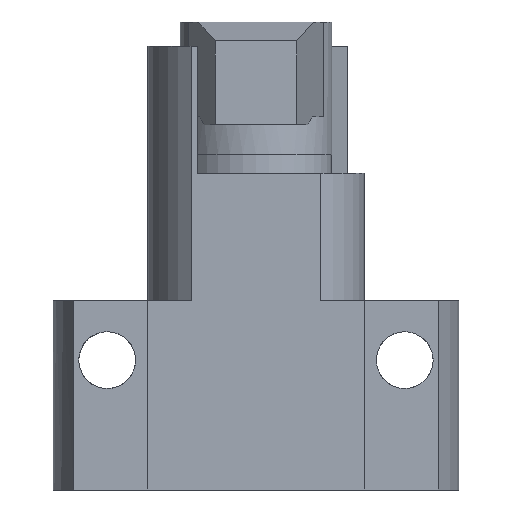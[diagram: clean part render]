
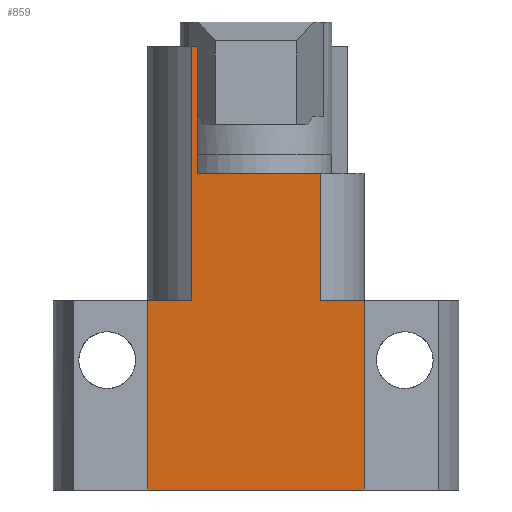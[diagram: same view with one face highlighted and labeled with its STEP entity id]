
A CAD part, front view. The second image highlights one B-rep face of the part: STEP entity #859.
In plain terms, the highlighted planar face has unit normal (0, -1, 0).
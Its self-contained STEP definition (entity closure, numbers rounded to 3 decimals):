
#9 = DIRECTION ( 'NONE',  ( -1., 0., 0. ) ) ;
#18 = CARTESIAN_POINT ( 'NONE',  ( 446.596, 169.469, 17.5 ) ) ;
#21 = VERTEX_POINT ( 'NONE', #2713 ) ;
#34 = DIRECTION ( 'NONE',  ( 0., -1., 0. ) ) ;
#53 = CARTESIAN_POINT ( 'NONE',  ( 422.596, 169.469, 41. ) ) ;
#58 = VERTEX_POINT ( 'NONE', #2628 ) ;
#141 = LINE ( 'NONE', #1244, #1213 ) ;
#143 = ORIENTED_EDGE ( 'NONE', *, *, #1385, .T. ) ;
#178 = CARTESIAN_POINT ( 'NONE',  ( 423.706, 169.469, -41. ) ) ;
#256 = AXIS2_PLACEMENT_3D ( 'NONE', #1328, #34, #259 ) ;
#259 = DIRECTION ( 'NONE',  ( 1., 0., 0. ) ) ;
#270 = ORIENTED_EDGE ( 'NONE', *, *, #2192, .T. ) ;
#289 = VERTEX_POINT ( 'NONE', #1692 ) ;
#301 = EDGE_CURVE ( 'NONE', #1835, #58, #480, .T. ) ;
#334 = CARTESIAN_POINT ( 'NONE',  ( 454.596, 169.469, -41. ) ) ;
#346 = VECTOR ( 'NONE', #2001, 1000. ) ;
#392 = DIRECTION ( 'NONE',  ( 0., 0., 1. ) ) ;
#430 = VERTEX_POINT ( 'NONE', #2027 ) ;
#462 = DIRECTION ( 'NONE',  ( 0., 0., 1. ) ) ;
#480 = LINE ( 'NONE', #2746, #2189 ) ;
#552 = EDGE_CURVE ( 'NONE', #289, #430, #2737, .T. ) ;
#613 = VECTOR ( 'NONE', #1427, 1000. ) ;
#628 = ORIENTED_EDGE ( 'NONE', *, *, #661, .F. ) ;
#631 = EDGE_CURVE ( 'NONE', #2576, #2719, #141, .T. ) ;
#635 = LINE ( 'NONE', #178, #1134 ) ;
#661 = EDGE_CURVE ( 'NONE', #1518, #2576, #1713, .T. ) ;
#701 = DIRECTION ( 'NONE',  ( 0., 0., 1. ) ) ;
#727 = ORIENTED_EDGE ( 'NONE', *, *, #2031, .T. ) ;
#745 = CARTESIAN_POINT ( 'NONE',  ( 454.596, 169.469, -41. ) ) ;
#859 = ADVANCED_FACE ( 'NONE', ( #1674 ), #2315, .T. ) ;
#939 = ORIENTED_EDGE ( 'NONE', *, *, #552, .T. ) ;
#942 = VECTOR ( 'NONE', #2667, 1000. ) ;
#1084 = VECTOR ( 'NONE', #701, 1000. ) ;
#1134 = VECTOR ( 'NONE', #392, 1000. ) ;
#1157 = EDGE_CURVE ( 'NONE', #1835, #2625, #1748, .T. ) ;
#1213 = VECTOR ( 'NONE', #2275, 1000. ) ;
#1244 = CARTESIAN_POINT ( 'NONE',  ( 436.414, 169.469, 41. ) ) ;
#1328 = CARTESIAN_POINT ( 'NONE',  ( 454.596, 169.469, -41. ) ) ;
#1385 = EDGE_CURVE ( 'NONE', #21, #289, #2183, .T. ) ;
#1394 = EDGE_CURVE ( 'NONE', #1518, #2456, #1546, .T. ) ;
#1427 = DIRECTION ( 'NONE',  ( 0., 0., -1. ) ) ;
#1518 = VERTEX_POINT ( 'NONE', #1671 ) ;
#1528 = EDGE_LOOP ( 'NONE', ( #2370, #1900, #727, #1534, #628, #2198, #270, #143, #939, #2076 ) ) ;
#1534 = ORIENTED_EDGE ( 'NONE', *, *, #631, .F. ) ;
#1546 = LINE ( 'NONE', #2449, #346 ) ;
#1562 = VECTOR ( 'NONE', #9, 1000. ) ;
#1602 = CARTESIAN_POINT ( 'NONE',  ( 414.596, 169.469, -41. ) ) ;
#1628 = LINE ( 'NONE', #1726, #1562 ) ;
#1671 = CARTESIAN_POINT ( 'NONE',  ( 422.596, 169.469, -6. ) ) ;
#1674 = FACE_OUTER_BOUND ( 'NONE', #1528, .T. ) ;
#1692 = CARTESIAN_POINT ( 'NONE',  ( 454.596, 169.469, -41. ) ) ;
#1713 = LINE ( 'NONE', #2196, #1084 ) ;
#1724 = DIRECTION ( 'NONE',  ( -1., 0., 0. ) ) ;
#1726 = CARTESIAN_POINT ( 'NONE',  ( 454.596, 169.469, -6. ) ) ;
#1748 = LINE ( 'NONE', #2486, #613 ) ;
#1835 = VERTEX_POINT ( 'NONE', #18 ) ;
#1900 = ORIENTED_EDGE ( 'NONE', *, *, #301, .T. ) ;
#1927 = VECTOR ( 'NONE', #462, 1000. ) ;
#2001 = DIRECTION ( 'NONE',  ( -1., 0., 0. ) ) ;
#2027 = CARTESIAN_POINT ( 'NONE',  ( 454.596, 169.469, -6. ) ) ;
#2031 = EDGE_CURVE ( 'NONE', #58, #2719, #635, .T. ) ;
#2065 = EDGE_CURVE ( 'NONE', #430, #2625, #1628, .T. ) ;
#2076 = ORIENTED_EDGE ( 'NONE', *, *, #2065, .T. ) ;
#2125 = VECTOR ( 'NONE', #2222, 1000. ) ;
#2145 = CARTESIAN_POINT ( 'NONE',  ( 414.596, 169.469, -6. ) ) ;
#2183 = LINE ( 'NONE', #745, #2125 ) ;
#2189 = VECTOR ( 'NONE', #1724, 1000. ) ;
#2192 = EDGE_CURVE ( 'NONE', #2456, #21, #2305, .T. ) ;
#2196 = CARTESIAN_POINT ( 'NONE',  ( 422.596, 169.469, -6. ) ) ;
#2198 = ORIENTED_EDGE ( 'NONE', *, *, #1394, .T. ) ;
#2222 = DIRECTION ( 'NONE',  ( 1., 0., 0. ) ) ;
#2275 = DIRECTION ( 'NONE',  ( 1., 0., 0. ) ) ;
#2305 = LINE ( 'NONE', #1602, #942 ) ;
#2315 = PLANE ( 'NONE',  #256 ) ;
#2370 = ORIENTED_EDGE ( 'NONE', *, *, #1157, .F. ) ;
#2418 = CARTESIAN_POINT ( 'NONE',  ( 423.706, 169.469, 41. ) ) ;
#2449 = CARTESIAN_POINT ( 'NONE',  ( 454.596, 169.469, -6. ) ) ;
#2453 = CARTESIAN_POINT ( 'NONE',  ( 446.596, 169.469, -6. ) ) ;
#2456 = VERTEX_POINT ( 'NONE', #2145 ) ;
#2486 = CARTESIAN_POINT ( 'NONE',  ( 446.596, 169.469, -6. ) ) ;
#2576 = VERTEX_POINT ( 'NONE', #53 ) ;
#2625 = VERTEX_POINT ( 'NONE', #2453 ) ;
#2628 = CARTESIAN_POINT ( 'NONE',  ( 423.706, 169.469, 17.5 ) ) ;
#2667 = DIRECTION ( 'NONE',  ( 0., 0., -1. ) ) ;
#2713 = CARTESIAN_POINT ( 'NONE',  ( 414.596, 169.469, -41. ) ) ;
#2719 = VERTEX_POINT ( 'NONE', #2418 ) ;
#2737 = LINE ( 'NONE', #334, #1927 ) ;
#2746 = CARTESIAN_POINT ( 'NONE',  ( 454.596, 169.469, 17.5 ) ) ;
